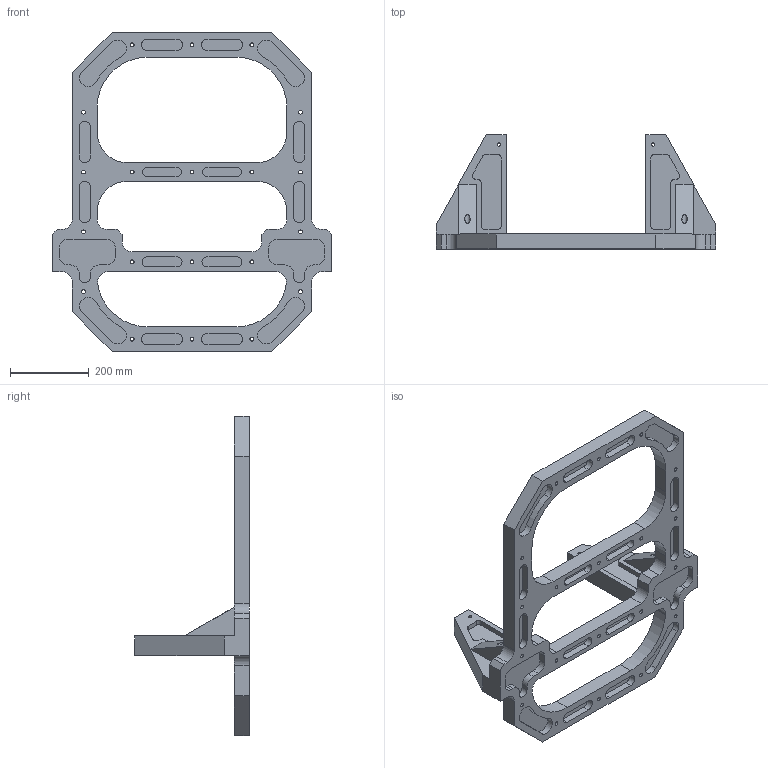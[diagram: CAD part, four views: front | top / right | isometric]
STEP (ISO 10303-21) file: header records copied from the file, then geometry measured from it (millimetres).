
FILE_DESCRIPTION((''),'2;1');
FILE_NAME('PROESOURCE','2002-11-04T',('user-01'),(''),'PRO/ENGINEER BY PARAMETRIC TECHNOLOGY CORPORATION, 2002060','PRO/ENGINEER BY PARAMETRIC TECHNOLOGY CORPORATION, 2002060','');
FILE_SCHEMA(('CONFIG_CONTROL_DESIGN'));
Length unit declared in the file: inch
Products named in the file (1): PROESOURCE
Bounding box: 711.2 x 292.1 x 812.8 mm (x, y, z)
Volume: 10156645.6 mm3; surface area: 1026843.9 mm2
Topology: 1 solids, 1 shells, 375 faces, 958 edges, 632 vertices
Faces by surface type: cylinder 204, plane 163, cone 8
Entity records: 11596 total; most frequent: DIRECTION 2100, CARTESIAN_POINT 1985, ORIENTED_EDGE 1900, EDGE_CURVE 950, AXIS2_PLACEMENT_3D 779, VERTEX_POINT 632, VECTOR 542, LINE 542
